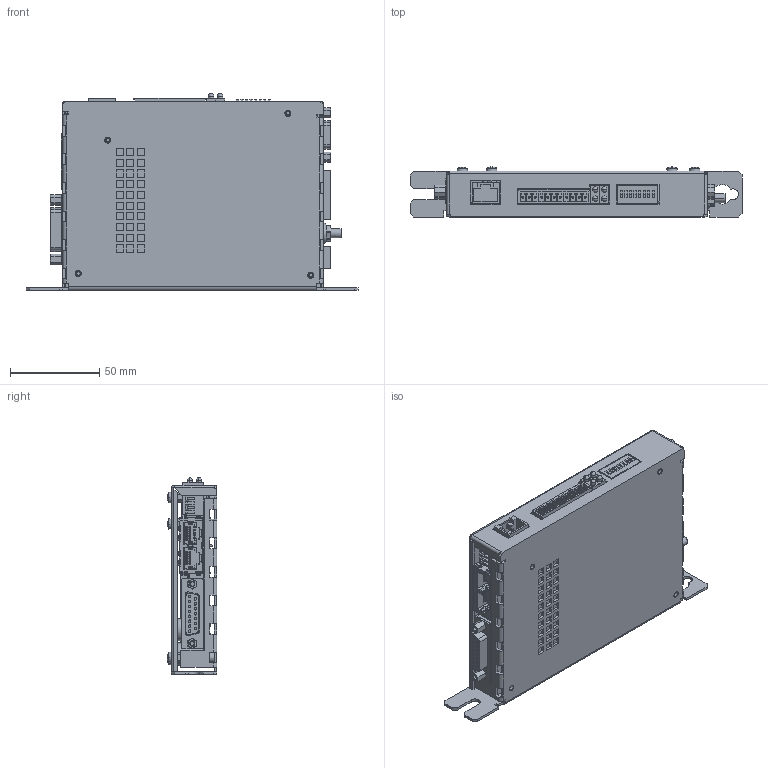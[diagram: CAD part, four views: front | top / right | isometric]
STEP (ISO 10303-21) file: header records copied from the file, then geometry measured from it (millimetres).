
FILE_DESCRIPTION (( 'STEP AP214' ), '1' );
FILE_NAME ('C1100_0S.STEP', '2014-03-28T16:01:02', ( '' ), ( '' ), 'SwSTEP 2.0', 'SolidWorks 2010', '' );
FILE_SCHEMA (( 'AUTOMOTIVE_DESIGN' ));
Length unit declared in the file: millimetre
Products named in the file (1): C1100_0S
Bounding box: 186 x 27.95 x 110.3 mm (x, y, z)
Volume: 107084.4 mm3; surface area: 132950.6 mm2
Topology: 1 solids, 14 shells, 2663 faces, 6983 edges, 4516 vertices
Faces by surface type: plane 1830, cylinder 683, cone 102, torus 36, sphere 8, bspline 4
Entity records: 111068 total; most frequent: CARTESIAN_POINT 14715, ORIENTED_EDGE 13934, DIRECTION 13635, EDGE_CURVE 6967, VECTOR 5367, LINE 5367, VERTEX_POINT 4508, AXIS2_PLACEMENT_3D 4134
